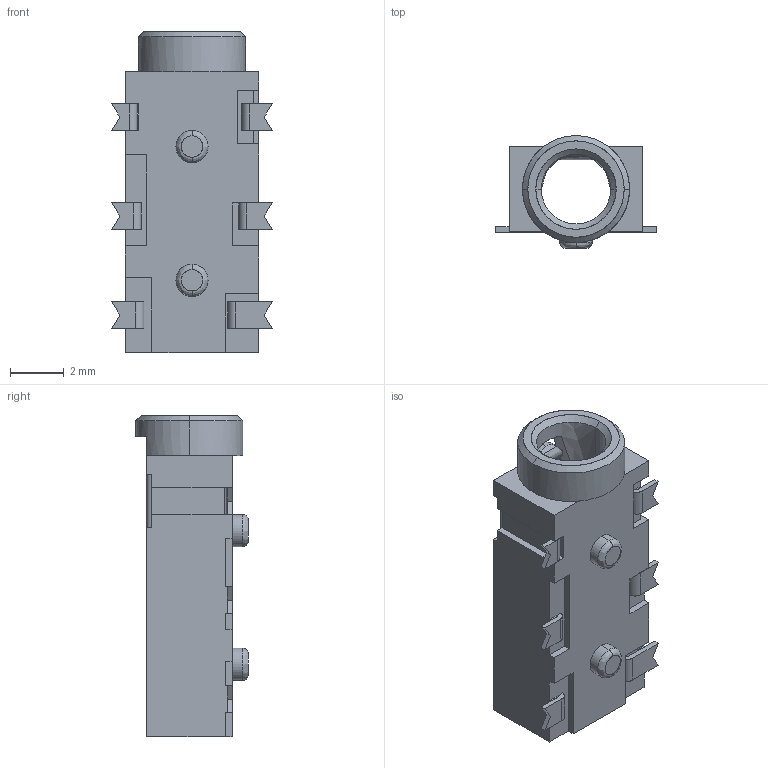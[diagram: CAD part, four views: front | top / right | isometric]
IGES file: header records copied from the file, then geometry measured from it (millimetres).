
Start section: SolidWorks IGES file using analytic representation for surfaces
Global section: file name: STX-25427-6N-TR_A.IGS; native system: SolidWorks 2018; preprocessor: SolidWorks 2018; author: Ckelleher; date: 190903.153955; units: millimetre
Bounding box: 6 x 4.2 x 12 mm (x, y, z)
Surface area: 356.1 mm2 (no closed solid volume)
Topology: 0 solids, 0 shells, 167 faces, 1282 edges, 1282 vertices
Faces by surface type: bspline 131, revolution 36
